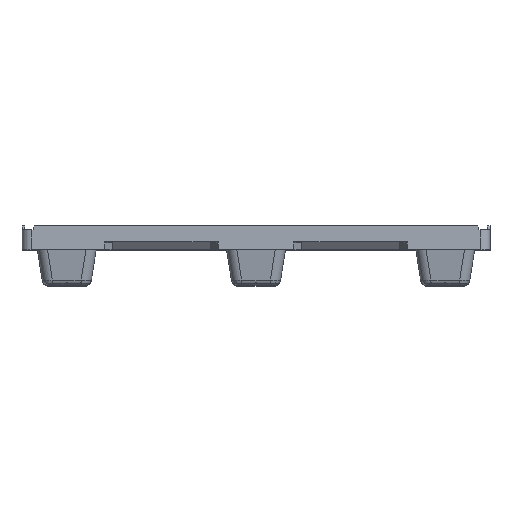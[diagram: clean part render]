
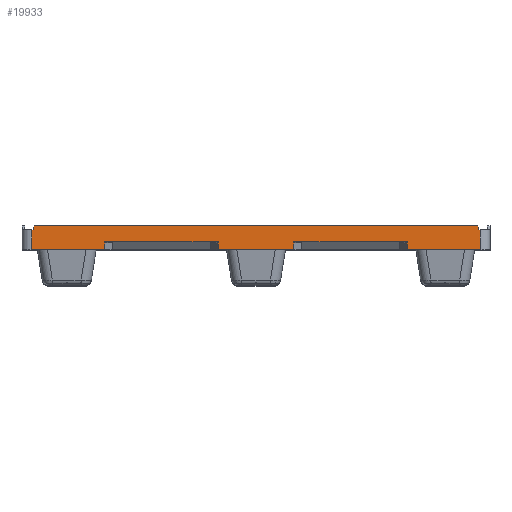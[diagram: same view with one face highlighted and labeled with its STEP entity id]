
A CAD part, top view. The second image highlights one B-rep face of the part: STEP entity #19933.
In plain terms, the highlighted planar face has unit normal (0, 0, 1).
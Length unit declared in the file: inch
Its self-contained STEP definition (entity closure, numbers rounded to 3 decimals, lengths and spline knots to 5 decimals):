
#669=DIRECTION('',(1.,0.,0.));
#670=VECTOR('',#669,7.1425);
#671=CARTESIAN_POINT('',(-21.9375,-1.5,24.375));
#672=LINE('',#671,#670);
#681=DIRECTION('',(1.,0.,0.));
#682=VECTOR('',#681,7.41);
#683=CARTESIAN_POINT('',(-3.705,-1.5,24.375));
#684=LINE('',#683,#682);
#693=DIRECTION('',(1.,0.,0.));
#694=VECTOR('',#693,7.1425);
#695=CARTESIAN_POINT('',(14.795,-1.5,24.375));
#696=LINE('',#695,#694);
#1096=DIRECTION('',(1.,0.,0.));
#1097=VECTOR('',#1096,0.15473);
#1098=CARTESIAN_POINT('',(-21.9375,0.4375,24.375));
#1099=LINE('',#1098,#1097);
#1144=DIRECTION('',(1.,0.,0.));
#1145=VECTOR('',#1144,0.15473);
#1146=CARTESIAN_POINT('',(21.78277,0.4375,24.375));
#1147=LINE('',#1146,#1145);
#1760=DIRECTION('',(0.259,0.966,0.));
#1761=VECTOR('',#1760,0.38875);
#1762=CARTESIAN_POINT('',(-21.78277,0.4375,24.375));
#1763=LINE('',#1762,#1761);
#1764=DIRECTION('',(1.,0.,0.));
#1765=VECTOR('',#1764,43.36431);
#1766=CARTESIAN_POINT('',(-21.68216,0.813,24.375));
#1767=LINE('',#1766,#1765);
#1768=DIRECTION('',(0.259,-0.966,0.));
#1769=VECTOR('',#1768,0.38875);
#1770=CARTESIAN_POINT('',(21.68216,0.813,24.375));
#1771=LINE('',#1770,#1769);
#1776=DIRECTION('',(0.,-1.,0.));
#1777=VECTOR('',#1776,1.9375);
#1778=CARTESIAN_POINT('',(-21.9375,0.4375,24.375));
#1779=LINE('',#1778,#1777);
#1788=DIRECTION('',(0.,1.,0.));
#1789=VECTOR('',#1788,1.9375);
#1790=CARTESIAN_POINT('',(21.9375,-1.5,24.375));
#1791=LINE('',#1790,#1789);
#1792=DIRECTION('',(0.,-1.,0.));
#1793=VECTOR('',#1792,0.75);
#1794=CARTESIAN_POINT('',(14.795,-0.75,24.375));
#1795=LINE('',#1794,#1793);
#1804=DIRECTION('',(1.,0.,0.));
#1805=VECTOR('',#1804,11.09);
#1806=CARTESIAN_POINT('',(3.705,-0.75,24.375));
#1807=LINE('',#1806,#1805);
#1816=DIRECTION('',(0.,1.,0.));
#1817=VECTOR('',#1816,0.75);
#1818=CARTESIAN_POINT('',(3.705,-1.5,24.375));
#1819=LINE('',#1818,#1817);
#1888=DIRECTION('',(0.,-1.,0.));
#1889=VECTOR('',#1888,0.75);
#1890=CARTESIAN_POINT('',(-3.705,-0.75,24.375));
#1891=LINE('',#1890,#1889);
#1900=DIRECTION('',(1.,0.,0.));
#1901=VECTOR('',#1900,11.09);
#1902=CARTESIAN_POINT('',(-14.795,-0.75,24.375));
#1903=LINE('',#1902,#1901);
#1912=DIRECTION('',(0.,1.,0.));
#1913=VECTOR('',#1912,0.75);
#1914=CARTESIAN_POINT('',(-14.795,-1.5,24.375));
#1915=LINE('',#1914,#1913);
#14157=CARTESIAN_POINT('',(-21.9375,-1.5,24.375));
#14158=VERTEX_POINT('',#14157);
#14159=CARTESIAN_POINT('',(-14.795,-1.5,24.375));
#14160=VERTEX_POINT('',#14159);
#14165=CARTESIAN_POINT('',(-3.705,-1.5,24.375));
#14166=VERTEX_POINT('',#14165);
#14167=CARTESIAN_POINT('',(3.705,-1.5,24.375));
#14168=VERTEX_POINT('',#14167);
#14173=CARTESIAN_POINT('',(14.795,-1.5,24.375));
#14174=VERTEX_POINT('',#14173);
#14175=CARTESIAN_POINT('',(21.9375,-1.5,24.375));
#14176=VERTEX_POINT('',#14175);
#16774=CARTESIAN_POINT('',(14.795,-0.75,24.375));
#16775=VERTEX_POINT('',#16774);
#16776=CARTESIAN_POINT('',(3.705,-0.75,24.375));
#16777=VERTEX_POINT('',#16776);
#16778=CARTESIAN_POINT('',(-3.705,-0.75,24.375));
#16779=VERTEX_POINT('',#16778);
#16780=CARTESIAN_POINT('',(-14.795,-0.75,24.375));
#16781=VERTEX_POINT('',#16780);
#17024=CARTESIAN_POINT('',(-21.68216,0.813,24.375));
#17025=CARTESIAN_POINT('',(21.68216,0.813,24.375));
#17026=VERTEX_POINT('',#17024);
#17027=VERTEX_POINT('',#17025);
#17044=CARTESIAN_POINT('',(21.9375,0.4375,24.375));
#17046=VERTEX_POINT('',#17044);
#17049=CARTESIAN_POINT('',(-21.9375,0.4375,24.375));
#17051=VERTEX_POINT('',#17049);
#17072=CARTESIAN_POINT('',(-21.78277,0.4375,24.375));
#17073=VERTEX_POINT('',#17072);
#17074=CARTESIAN_POINT('',(21.78277,0.4375,24.375));
#17075=VERTEX_POINT('',#17074);
#19901=CARTESIAN_POINT('',(0.,-1.5,24.375));
#19902=DIRECTION('',(0.,0.,1.));
#19903=DIRECTION('',(1.,0.,0.));
#19904=AXIS2_PLACEMENT_3D('',#19901,#19902,#19903);
#19905=PLANE('',#19904);
#19907=ORIENTED_EDGE('',*,*,#19906,.F.);
#19908=ORIENTED_EDGE('',*,*,#19021,.T.);
#19910=ORIENTED_EDGE('',*,*,#19909,.T.);
#19911=ORIENTED_EDGE('',*,*,#18918,.T.);
#19912=ORIENTED_EDGE('',*,*,#19896,.T.);
#19913=ORIENTED_EDGE('',*,*,#19056,.T.);
#19915=ORIENTED_EDGE('',*,*,#19914,.F.);
#19916=ORIENTED_EDGE('',*,*,#18366,.F.);
#19918=ORIENTED_EDGE('',*,*,#19917,.F.);
#19920=ORIENTED_EDGE('',*,*,#19919,.F.);
#19922=ORIENTED_EDGE('',*,*,#19921,.F.);
#19923=ORIENTED_EDGE('',*,*,#18358,.F.);
#19925=ORIENTED_EDGE('',*,*,#19924,.F.);
#19927=ORIENTED_EDGE('',*,*,#19926,.F.);
#19929=ORIENTED_EDGE('',*,*,#19928,.F.);
#19930=ORIENTED_EDGE('',*,*,#18350,.F.);
#19931=EDGE_LOOP('',(#19907,#19908,#19910,#19911,#19912,#19913,#19915,#19916,
#19918,#19920,#19922,#19923,#19925,#19927,#19929,#19930));
#19932=FACE_OUTER_BOUND('',#19931,.F.);
#19933=ADVANCED_FACE('',(#19932),#19905,.T.);
#18350=EDGE_CURVE('',#14158,#14160,#672,.T.);
#18358=EDGE_CURVE('',#14166,#14168,#684,.T.);
#18366=EDGE_CURVE('',#14174,#14176,#696,.T.);
#18918=EDGE_CURVE('',#17026,#17027,#1767,.T.);
#19021=EDGE_CURVE('',#17051,#17073,#1099,.T.);
#19056=EDGE_CURVE('',#17075,#17046,#1147,.T.);
#19896=EDGE_CURVE('',#17027,#17075,#1771,.T.);
#19906=EDGE_CURVE('',#17051,#14158,#1779,.T.);
#19909=EDGE_CURVE('',#17073,#17026,#1763,.T.);
#19914=EDGE_CURVE('',#14176,#17046,#1791,.T.);
#19917=EDGE_CURVE('',#16775,#14174,#1795,.T.);
#19919=EDGE_CURVE('',#16777,#16775,#1807,.T.);
#19921=EDGE_CURVE('',#14168,#16777,#1819,.T.);
#19924=EDGE_CURVE('',#16779,#14166,#1891,.T.);
#19926=EDGE_CURVE('',#16781,#16779,#1903,.T.);
#19928=EDGE_CURVE('',#14160,#16781,#1915,.T.);
